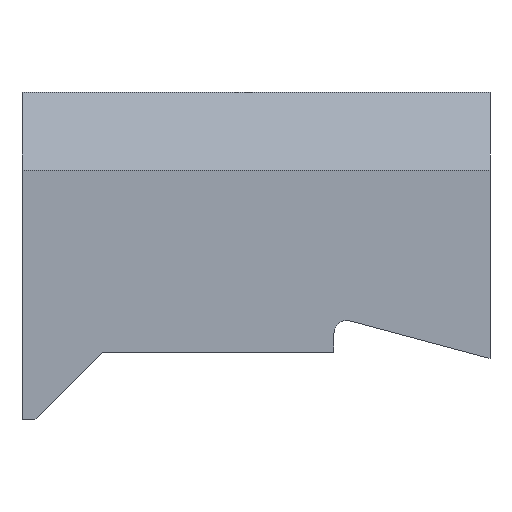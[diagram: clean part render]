
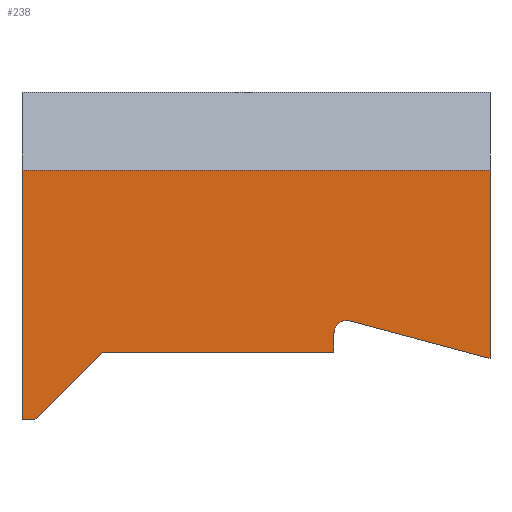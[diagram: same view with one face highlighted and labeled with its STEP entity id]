
A CAD part, front view. The second image highlights one B-rep face of the part: STEP entity #238.
In plain terms, the highlighted planar face has unit normal (0, -1, 0).
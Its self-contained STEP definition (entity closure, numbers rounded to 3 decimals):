
#238=ADVANCED_FACE('',(#281),#266,.F.);
#266=PLANE('',#781);
#281=FACE_OUTER_BOUND('',#305,.T.);
#305=EDGE_LOOP('',(#353,#354,#355,#356,#357,#358,#359,#360,#361));
#339=CIRCLE('',#780,0.5);
#353=ORIENTED_EDGE('',*,*,#561,.F.);
#354=ORIENTED_EDGE('',*,*,#562,.F.);
#355=ORIENTED_EDGE('',*,*,#563,.F.);
#356=ORIENTED_EDGE('',*,*,#564,.F.);
#357=ORIENTED_EDGE('',*,*,#565,.F.);
#358=ORIENTED_EDGE('',*,*,#566,.F.);
#359=ORIENTED_EDGE('',*,*,#567,.T.);
#360=ORIENTED_EDGE('',*,*,#568,.F.);
#361=ORIENTED_EDGE('',*,*,#569,.T.);
#509=VERTEX_POINT('',#999);
#510=VERTEX_POINT('',#1000);
#511=VERTEX_POINT('',#1002);
#512=VERTEX_POINT('',#1004);
#513=VERTEX_POINT('',#1006);
#514=VERTEX_POINT('',#1008);
#515=VERTEX_POINT('',#1010);
#516=VERTEX_POINT('',#1012);
#517=VERTEX_POINT('',#1014);
#561=EDGE_CURVE('',#509,#510,#639,.T.);
#562=EDGE_CURVE('',#511,#509,#640,.T.);
#563=EDGE_CURVE('',#512,#511,#641,.T.);
#564=EDGE_CURVE('',#513,#512,#339,.T.);
#565=EDGE_CURVE('',#514,#513,#642,.T.);
#566=EDGE_CURVE('',#515,#514,#643,.T.);
#567=EDGE_CURVE('',#515,#516,#644,.T.);
#568=EDGE_CURVE('',#517,#516,#645,.T.);
#569=EDGE_CURVE('',#517,#510,#646,.T.);
#639=LINE('',#998,#685);
#640=LINE('',#1001,#686);
#641=LINE('',#1003,#687);
#642=LINE('',#1007,#688);
#643=LINE('',#1009,#689);
#644=LINE('',#1011,#690);
#645=LINE('',#1013,#691);
#646=LINE('',#1015,#692);
#685=VECTOR('',#840,1.);
#686=VECTOR('',#841,1.);
#687=VECTOR('',#842,1.);
#688=VECTOR('',#845,1.);
#689=VECTOR('',#846,1.);
#690=VECTOR('',#847,1.);
#691=VECTOR('',#848,1.);
#692=VECTOR('',#849,1.);
#780=AXIS2_PLACEMENT_3D('',#1005,#843,#844);
#781=AXIS2_PLACEMENT_3D('',#1016,#850,#851);
#840=DIRECTION('',(-0.707,0.,-0.707));
#841=DIRECTION('',(-1.,0.,0.));
#842=DIRECTION('',(0.,0.,-1.));
#843=DIRECTION('',(0.,-1.,0.));
#844=DIRECTION('',(0.259,0.,0.966));
#845=DIRECTION('',(-0.966,0.,0.259));
#846=DIRECTION('',(0.,0.,-1.));
#847=DIRECTION('',(-1.,0.,0.));
#848=DIRECTION('',(0.,0.,1.));
#849=DIRECTION('',(1.,0.,0.));
#850=DIRECTION('',(0.,1.,0.));
#851=DIRECTION('',(1.,0.,0.));
#998=CARTESIAN_POINT('',(-4.125,-37.5,-10.));
#999=CARTESIAN_POINT('',(-4.125,-37.5,-10.));
#1000=CARTESIAN_POINT('',(-6.725,-37.5,-12.6));
#1001=CARTESIAN_POINT('',(4.775,-37.5,-10.));
#1002=CARTESIAN_POINT('',(4.775,-37.5,-10.));
#1003=CARTESIAN_POINT('',(4.775,-37.5,-9.284));
#1004=CARTESIAN_POINT('',(4.775,-37.5,-9.284));
#1005=CARTESIAN_POINT('',(5.275,-37.5,-9.284));
#1006=CARTESIAN_POINT('',(5.405,-37.5,-8.801));
#1007=CARTESIAN_POINT('',(10.775,-37.5,-10.24));
#1008=CARTESIAN_POINT('',(10.775,-37.5,-10.24));
#1009=CARTESIAN_POINT('',(10.775,-37.5,-3.));
#1010=CARTESIAN_POINT('',(10.775,-37.5,-3.));
#1011=CARTESIAN_POINT('',(10.775,-37.5,-3.));
#1012=CARTESIAN_POINT('',(-7.225,-37.5,-3.));
#1013=CARTESIAN_POINT('',(-7.225,-37.5,-12.6));
#1014=CARTESIAN_POINT('',(-7.225,-37.5,-12.6));
#1015=CARTESIAN_POINT('',(-7.225,-37.5,-12.6));
#1016=CARTESIAN_POINT('',(10.775,-37.5,7.5));
